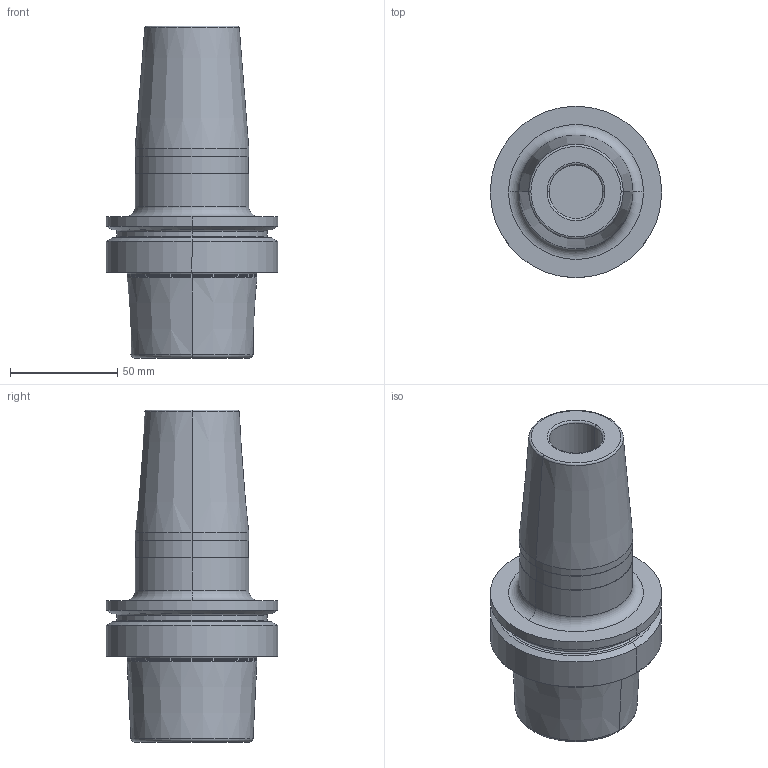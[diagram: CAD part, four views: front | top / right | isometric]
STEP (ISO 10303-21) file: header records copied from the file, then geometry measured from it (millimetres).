
FILE_DESCRIPTION((''),'2;1');
FILE_NAME('30338553','2014-09-17T',('reuterm'),(''),'PRO/ENGINEER BY PARAMETRIC TECHNOLOGY CORPORATION, 2011220','PRO/ENGINEER BY PARAMETRIC TECHNOLOGY CORPORATION, 2011220','');
FILE_SCHEMA(('AUTOMOTIVE_DESIGN_CC2 { 1 2 10303 214 -1 1 5 2 }'));
Length unit declared in the file: millimetre
Products named in the file (1): 30338553
Bounding box: 80 x 80 x 154.9 mm (x, y, z)
Volume: 381648 mm3; surface area: 42461.6 mm2
Topology: 1 solids, 1 shells, 55 faces, 841 edges, 1261 vertices
Faces by surface type: cylinder 16, torus 16, cone 14, plane 9
Entity records: 8934 total; most frequent: CARTESIAN_POINT 2606, PRESENTATION_STYLE_ASSIGNMENT 924, STYLED_ITEM 924, CURVE_STYLE 884, DIRECTION 703, B_SPLINE_CURVE_WITH_KNOTS 393, TRIMMED_CURVE 340, VECTOR 315
